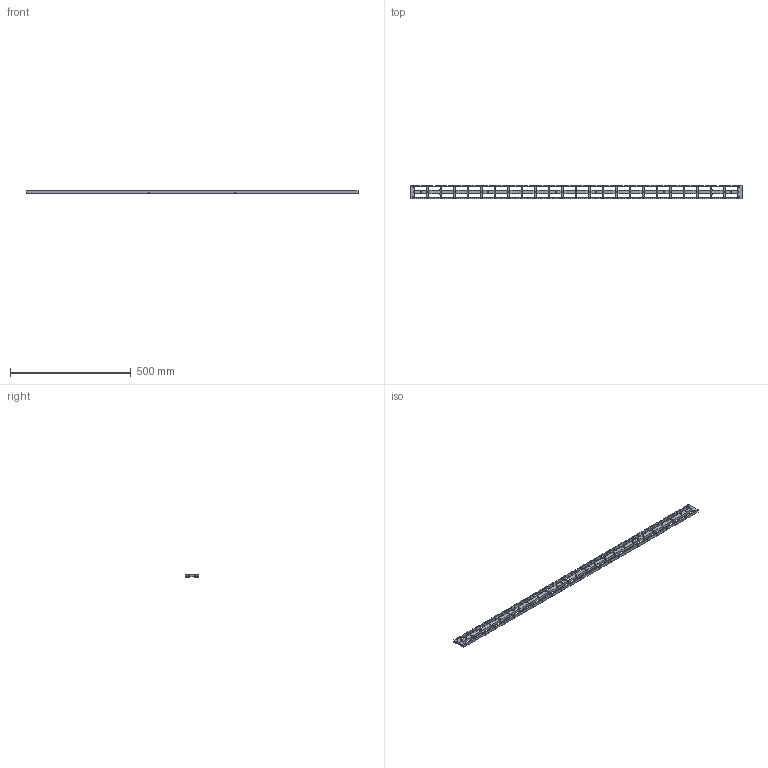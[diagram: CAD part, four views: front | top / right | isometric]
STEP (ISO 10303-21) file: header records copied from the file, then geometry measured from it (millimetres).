
FILE_DESCRIPTION(/* description */ (''),/* implementation_level */ '2;1');
FILE_NAME(/* name */ 'brd1_stp.stp',/* time_stamp */ '2018-06-28T09:06:33+02:00',/* author */ (''),/* organization */ (''),/* preprocessor_version */ 'ST-DEVELOPER v16',/* originating_system */ 'SIEMENS PLM Software NX 11.0',/* authorisation */ '');
FILE_SCHEMA (('AP203_CONFIGURATION_CONTROLLED_3D_DESIGN_OF_MECHANICAL_PARTS_AND_ASSEMBLIES_MIM_LF { 1 0 10303 403 2 1 2}'));
Length unit declared in the file: millimetre
Products named in the file (1): zago1E24C2460ts9
Bounding box: 1376 x 55 x 12 mm (x, y, z)
Volume: 410797.3 mm3; surface area: 197639.5 mm2
Topology: 1 solids, 1 shells, 1303 faces, 3986 edges, 2667 vertices
Faces by surface type: plane 736, cylinder 457, cone 110
Full cylindrical faces by diameter (mm): 2.05 x48, 2.2 x96, 4 x15, 5 x8, 5.5 x25, 10 x25
Entity records: 42576 total; most frequent: CARTESIAN_POINT 7290, DIRECTION 7220, ORIENTED_EDGE 7012, EDGE_CURVE 3506, VERTEX_POINT 2480, AXIS2_PLACEMENT_3D 2410, LINE 2400, VECTOR 2400
